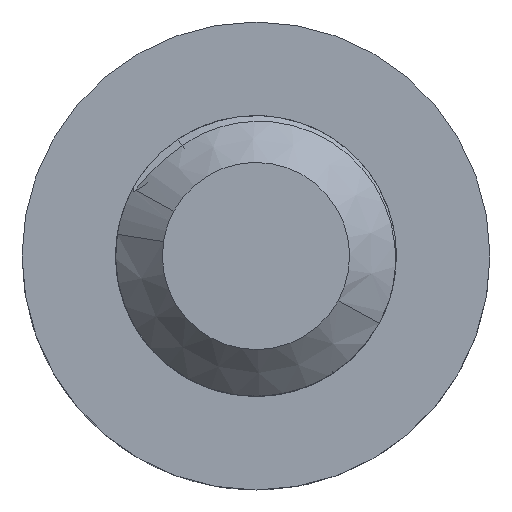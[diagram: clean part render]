
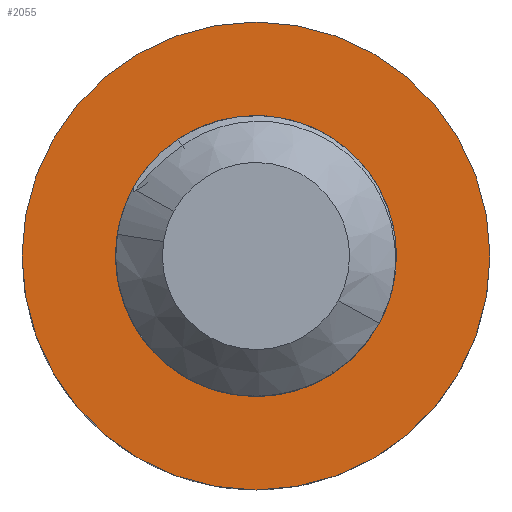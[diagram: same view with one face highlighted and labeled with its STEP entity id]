
A CAD part, left-side view. The second image highlights one B-rep face of the part: STEP entity #2055.
In plain terms, the highlighted planar face has unit normal (-1, 0, 0).
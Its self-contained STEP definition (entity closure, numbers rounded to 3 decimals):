
#1804=CARTESIAN_POINT('Vertex',(0.,-1.318,2.413)) ;
#1808=CARTESIAN_POINT('Control Point',(0.,1.318,-2.413)) ;
#1809=CARTESIAN_POINT('Control Point',(0.,2.076,-1.999)) ;
#1810=CARTESIAN_POINT('Control Point',(0.,2.672,-1.287)) ;
#1811=CARTESIAN_POINT('Control Point',(0.,2.943,-0.361)) ;
#1812=CARTESIAN_POINT('Control Point',(0.,2.711,1.481)) ;
#1813=CARTESIAN_POINT('Control Point',(0.,1.287,2.672)) ;
#1814=CARTESIAN_POINT('Control Point',(0.,0.361,2.943)) ;
#1815=CARTESIAN_POINT('Control Point',(0.,-0.56,2.827)) ;
#1816=CARTESIAN_POINT('Control Point',(0.,-1.318,2.413)) ;
#1817=CARTESIAN_POINT('Vertex',(0.,1.318,-2.413)) ;
#1837=CARTESIAN_POINT('Axis2P3D Location',(0.,0.,0.)) ;
#2028=CARTESIAN_POINT('Axis2P3D Location',(0.,0.,0.)) ;
#2033=CARTESIAN_POINT('Axis2P3D Location',(0.,0.,0.)) ;
#2037=CARTESIAN_POINT('Vertex',(0.,5.,0.)) ;
#2039=CARTESIAN_POINT('Vertex',(0.,-5.,0.)) ;
#2042=CARTESIAN_POINT('Axis2P3D Location',(0.,0.,0.)) ;
#1838=DIRECTION('Axis2P3D Direction',(1.,0.,0.)) ;
#2029=DIRECTION('Axis2P3D Direction',(1.,0.,0.)) ;
#2030=DIRECTION('Axis2P3D XDirection',(0.,1.,0.)) ;
#2034=DIRECTION('Axis2P3D Direction',(1.,0.,0.)) ;
#2043=DIRECTION('Axis2P3D Direction',(1.,0.,0.)) ;
#1839=AXIS2_PLACEMENT_3D('Circle Axis2P3D',#1837,#1838,$) ;
#2031=AXIS2_PLACEMENT_3D('Plane Axis2P3D',#2028,#2029,#2030) ;
#2035=AXIS2_PLACEMENT_3D('Circle Axis2P3D',#2033,#2034,$) ;
#2044=AXIS2_PLACEMENT_3D('Circle Axis2P3D',#2042,#2043,$) ;
#2048=ORIENTED_EDGE('',*,*,#2041,.F.) ;
#2049=ORIENTED_EDGE('',*,*,#2046,.F.) ;
#2052=ORIENTED_EDGE('',*,*,#1841,.T.) ;
#2053=ORIENTED_EDGE('',*,*,#1819,.T.) ;
#2054=FACE_BOUND('',#2051,.T.) ;
#2055=ADVANCED_FACE('PartBody',(#2050,#2054),#2032,.F.) ;
#1807=B_SPLINE_CURVE_WITH_KNOTS('',5,(#1808,#1809,#1810,#1811,#1812,#1813,#1814,#1815,#1816),.UNSPECIFIED.,.F.,.U.,(6,3,6),(-4.319,0.,4.319),.UNSPECIFIED.) ;
#1840=CIRCLE('generated circle',#1839,2.749) ;
#2036=CIRCLE('generated circle',#2035,5.) ;
#2045=CIRCLE('generated circle',#2044,5.) ;
#1819=EDGE_CURVE('',#1818,#1805,#1807,.T.) ;
#1841=EDGE_CURVE('',#1805,#1818,#1840,.T.) ;
#2041=EDGE_CURVE('',#2038,#2040,#2036,.T.) ;
#2046=EDGE_CURVE('',#2040,#2038,#2045,.T.) ;
#2047=EDGE_LOOP('',(#2048,#2049)) ;
#2051=EDGE_LOOP('',(#2052,#2053)) ;
#2050=FACE_OUTER_BOUND('',#2047,.T.) ;
#2032=PLANE('',#2031) ;
#1805=VERTEX_POINT('',#1804) ;
#1818=VERTEX_POINT('',#1817) ;
#2038=VERTEX_POINT('',#2037) ;
#2040=VERTEX_POINT('',#2039) ;
